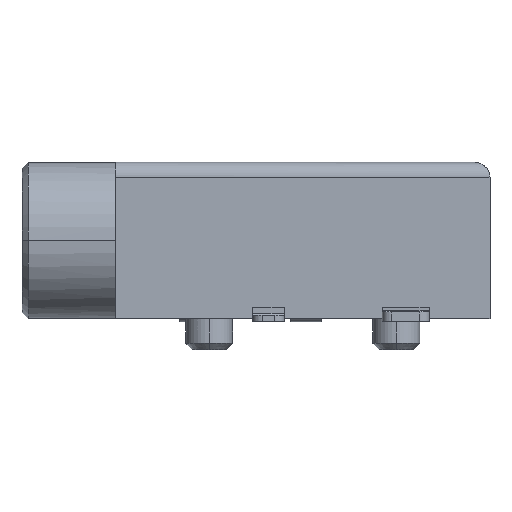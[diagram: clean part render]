
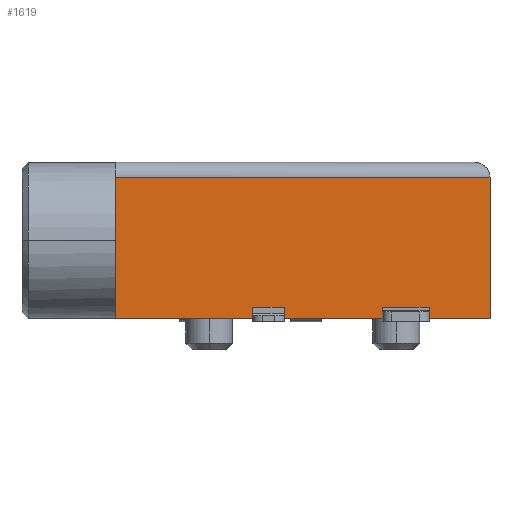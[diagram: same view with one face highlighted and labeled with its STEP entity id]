
A CAD part, top view. The second image highlights one B-rep face of the part: STEP entity #1619.
In plain terms, the highlighted planar face has unit normal (0, 0, 1).
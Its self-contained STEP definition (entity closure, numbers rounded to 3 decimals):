
#51 = ORIENTED_EDGE ( 'NONE', *, *, #2411, .T. ) ;
#184 = VERTEX_POINT ( 'NONE', #5869 ) ;
#416 = DIRECTION ( 'NONE',  ( -1., 0., 0. ) ) ;
#446 = LINE ( 'NONE', #7403, #4228 ) ;
#482 = DIRECTION ( 'NONE',  ( 0., -1., 0. ) ) ;
#493 = EDGE_CURVE ( 'NONE', #184, #5850, #8961, .T. ) ;
#494 = LINE ( 'NONE', #7197, #2342 ) ;
#551 = DIRECTION ( 'NONE',  ( 1., 0., 0. ) ) ;
#693 = VECTOR ( 'NONE', #6671, 1000. ) ;
#756 = CARTESIAN_POINT ( 'NONE',  ( 2.55, 0.45, 4.75 ) ) ;
#773 = EDGE_CURVE ( 'NONE', #5879, #9930, #494, .T. ) ;
#777 = VERTEX_POINT ( 'NONE', #8599 ) ;
#830 = LINE ( 'NONE', #1314, #8802 ) ;
#1159 = ORIENTED_EDGE ( 'NONE', *, *, #3737, .T. ) ;
#1224 = ORIENTED_EDGE ( 'NONE', *, *, #7292, .F. ) ;
#1314 = CARTESIAN_POINT ( 'NONE',  ( 6., 0.1, 4.75 ) ) ;
#1369 = DIRECTION ( 'NONE',  ( 0., -1., 0. ) ) ;
#1522 = DIRECTION ( 'NONE',  ( -1., 0., 0. ) ) ;
#1584 = AXIS2_PLACEMENT_3D ( 'NONE', #4542, #9987, #1522 ) ;
#1619 = ADVANCED_FACE ( 'NONE', ( #9060 ), #6007, .F. ) ;
#1682 = CARTESIAN_POINT ( 'NONE',  ( -6., 5.1, 4.75 ) ) ;
#2063 = CARTESIAN_POINT ( 'NONE',  ( -0.6, 0.45, 4.75 ) ) ;
#2195 = VECTOR ( 'NONE', #9563, 1000. ) ;
#2230 = LINE ( 'NONE', #6737, #2703 ) ;
#2342 = VECTOR ( 'NONE', #5679, 1000. ) ;
#2411 = EDGE_CURVE ( 'NONE', #9235, #5879, #6882, .T. ) ;
#2494 = CARTESIAN_POINT ( 'NONE',  ( -6., 4.6, 4.75 ) ) ;
#2558 = CARTESIAN_POINT ( 'NONE',  ( 4.05, 0.45, 4.75 ) ) ;
#2675 = CARTESIAN_POINT ( 'NONE',  ( 4.05, 0.1, 4.75 ) ) ;
#2703 = VECTOR ( 'NONE', #1369, 1000. ) ;
#2940 = ORIENTED_EDGE ( 'NONE', *, *, #4060, .F. ) ;
#3073 = EDGE_CURVE ( 'NONE', #184, #3788, #7693, .T. ) ;
#3176 = VECTOR ( 'NONE', #8394, 1000. ) ;
#3248 = EDGE_CURVE ( 'NONE', #777, #6898, #5437, .T. ) ;
#3380 = VECTOR ( 'NONE', #4135, 1000. ) ;
#3428 = ORIENTED_EDGE ( 'NONE', *, *, #493, .F. ) ;
#3447 = VERTEX_POINT ( 'NONE', #756 ) ;
#3517 = CARTESIAN_POINT ( 'NONE',  ( 2.55, 0.1, 4.75 ) ) ;
#3737 = EDGE_CURVE ( 'NONE', #777, #9235, #3860, .T. ) ;
#3788 = VERTEX_POINT ( 'NONE', #7873 ) ;
#3815 = CARTESIAN_POINT ( 'NONE',  ( -1.6, 0.45, 4.75 ) ) ;
#3840 = CARTESIAN_POINT ( 'NONE',  ( -1.6, 0.45, 4.75 ) ) ;
#3860 = LINE ( 'NONE', #4080, #7927 ) ;
#4019 = VECTOR ( 'NONE', #482, 1000. ) ;
#4060 = EDGE_CURVE ( 'NONE', #7098, #3447, #9872, .T. ) ;
#4075 = VERTEX_POINT ( 'NONE', #2675 ) ;
#4080 = CARTESIAN_POINT ( 'NONE',  ( -6., 4.6, 4.75 ) ) ;
#4135 = DIRECTION ( 'NONE',  ( 0., -1., 0. ) ) ;
#4228 = VECTOR ( 'NONE', #9735, 1000. ) ;
#4425 = ORIENTED_EDGE ( 'NONE', *, *, #773, .T. ) ;
#4542 = CARTESIAN_POINT ( 'NONE',  ( 6., 5.1, 4.75 ) ) ;
#4711 = CARTESIAN_POINT ( 'NONE',  ( -6., 0.1, 4.75 ) ) ;
#5110 = ORIENTED_EDGE ( 'NONE', *, *, #7805, .F. ) ;
#5437 = LINE ( 'NONE', #8742, #3380 ) ;
#5469 = ORIENTED_EDGE ( 'NONE', *, *, #9560, .T. ) ;
#5679 = DIRECTION ( 'NONE',  ( 1., 0., 0. ) ) ;
#5814 = CARTESIAN_POINT ( 'NONE',  ( 2.55, 0.45, 4.75 ) ) ;
#5850 = VERTEX_POINT ( 'NONE', #3840 ) ;
#5869 = CARTESIAN_POINT ( 'NONE',  ( -0.6, 0.45, 4.75 ) ) ;
#5879 = VERTEX_POINT ( 'NONE', #4711 ) ;
#6007 = PLANE ( 'NONE',  #1584 ) ;
#6101 = LINE ( 'NONE', #5814, #4019 ) ;
#6253 = CARTESIAN_POINT ( 'NONE',  ( -1.6, 0.1, 4.75 ) ) ;
#6276 = EDGE_LOOP ( 'NONE', ( #4425, #1224, #3428, #9317, #7850, #5110, #2940, #5469, #6801, #9435, #1159, #51 ) ) ;
#6574 = VERTEX_POINT ( 'NONE', #3517 ) ;
#6671 = DIRECTION ( 'NONE',  ( 0., -1., 0. ) ) ;
#6717 = DIRECTION ( 'NONE',  ( 1., 0., 0. ) ) ;
#6737 = CARTESIAN_POINT ( 'NONE',  ( -1.6, 0.45, 4.75 ) ) ;
#6765 = LINE ( 'NONE', #6851, #9523 ) ;
#6801 = ORIENTED_EDGE ( 'NONE', *, *, #9012, .T. ) ;
#6851 = CARTESIAN_POINT ( 'NONE',  ( 6., 0.1, 4.75 ) ) ;
#6882 = LINE ( 'NONE', #1682, #2195 ) ;
#6898 = VERTEX_POINT ( 'NONE', #8608 ) ;
#7098 = VERTEX_POINT ( 'NONE', #2558 ) ;
#7197 = CARTESIAN_POINT ( 'NONE',  ( 6., 0.1, 4.75 ) ) ;
#7292 = EDGE_CURVE ( 'NONE', #5850, #9930, #2230, .T. ) ;
#7403 = CARTESIAN_POINT ( 'NONE',  ( 4.05, 0.45, 4.75 ) ) ;
#7693 = LINE ( 'NONE', #2063, #693 ) ;
#7805 = EDGE_CURVE ( 'NONE', #3447, #6574, #6101, .T. ) ;
#7850 = ORIENTED_EDGE ( 'NONE', *, *, #9026, .T. ) ;
#7873 = CARTESIAN_POINT ( 'NONE',  ( -0.6, 0.1, 4.75 ) ) ;
#7927 = VECTOR ( 'NONE', #9502, 1000. ) ;
#8394 = DIRECTION ( 'NONE',  ( -1., 0., 0. ) ) ;
#8599 = CARTESIAN_POINT ( 'NONE',  ( 6., 4.6, 4.75 ) ) ;
#8608 = CARTESIAN_POINT ( 'NONE',  ( 6., 0.1, 4.75 ) ) ;
#8636 = VECTOR ( 'NONE', #416, 1000. ) ;
#8742 = CARTESIAN_POINT ( 'NONE',  ( 6., 5.1, 4.75 ) ) ;
#8802 = VECTOR ( 'NONE', #6717, 1000. ) ;
#8927 = CARTESIAN_POINT ( 'NONE',  ( 2.55, 0.45, 4.75 ) ) ;
#8961 = LINE ( 'NONE', #3815, #3176 ) ;
#9012 = EDGE_CURVE ( 'NONE', #4075, #6898, #830, .T. ) ;
#9026 = EDGE_CURVE ( 'NONE', #3788, #6574, #6765, .T. ) ;
#9060 = FACE_OUTER_BOUND ( 'NONE', #6276, .T. ) ;
#9235 = VERTEX_POINT ( 'NONE', #2494 ) ;
#9317 = ORIENTED_EDGE ( 'NONE', *, *, #3073, .T. ) ;
#9435 = ORIENTED_EDGE ( 'NONE', *, *, #3248, .F. ) ;
#9502 = DIRECTION ( 'NONE',  ( -1., 0., 0. ) ) ;
#9523 = VECTOR ( 'NONE', #551, 1000. ) ;
#9560 = EDGE_CURVE ( 'NONE', #7098, #4075, #446, .T. ) ;
#9563 = DIRECTION ( 'NONE',  ( 0., -1., 0. ) ) ;
#9735 = DIRECTION ( 'NONE',  ( 0., -1., 0. ) ) ;
#9872 = LINE ( 'NONE', #8927, #8636 ) ;
#9930 = VERTEX_POINT ( 'NONE', #6253 ) ;
#9987 = DIRECTION ( 'NONE',  ( 0., 0., -1. ) ) ;
